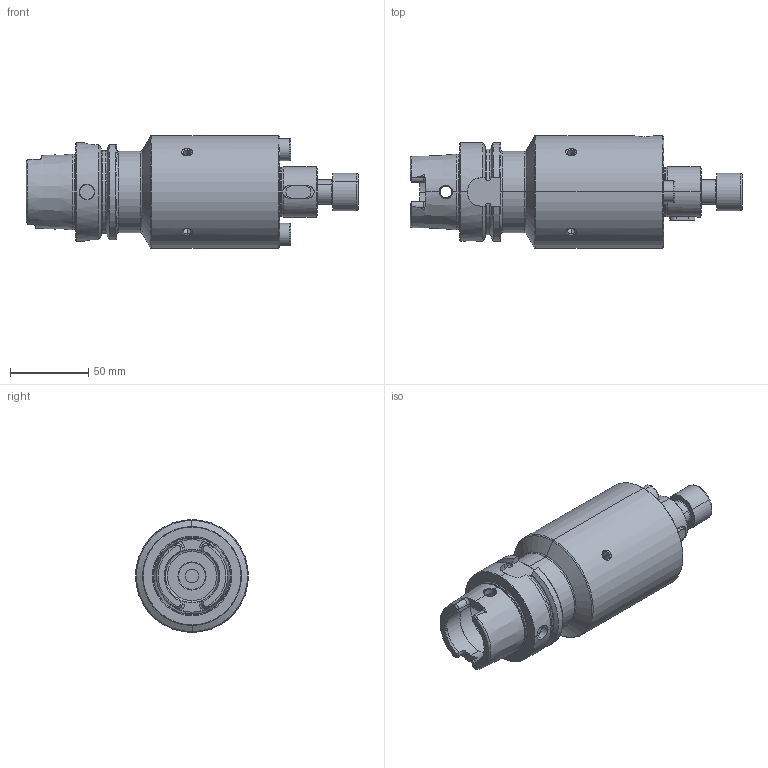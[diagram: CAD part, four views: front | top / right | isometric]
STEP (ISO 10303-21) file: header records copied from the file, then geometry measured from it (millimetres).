
FILE_DESCRIPTION (( 'STEP AP214' ), '1' );
FILE_NAME ('HA6.D32.K01.130.STEP', '2022-04-27T06:00:21', ( '' ), ( '' ), 'SwSTEP 2.0', 'SolidWorks 2017', '' );
FILE_SCHEMA (( 'AUTOMOTIVE_DESIGN' ));
Length unit declared in the file: millimetre
Products named in the file (5): D32-ER1.002.035_A; HA6-D32.K01.130_B_Fertigbearbeitung; D32-ER2.001.022_C; HA6.D32.K01.130; DIN 6885 - 8x7x16
Assembly tree (5 placements, depth 2):
  HA6.D32.K01.130
    HA6-D32.K01.130_B_Fertigbearbeitung
    D32-ER1.002.035_A
    D32-ER2.001.022_C  x2
    DIN 6885 - 8x7x16
Bounding box: 211.9 x 72 x 72 mm (x, y, z)
Volume: 484968.3 mm3; surface area: 65409.1 mm2
Topology: 5 solids, 5 shells, 393 faces, 957 edges, 572 vertices
Faces by surface type: cylinder 120, cone 96, plane 96, torus 67, bspline 12, sphere 2
Entity records: 14028 total; most frequent: CARTESIAN_POINT 4405, ORIENTED_EDGE 1698, DIRECTION 1677, EDGE_CURVE 849, AXIS2_PLACEMENT_3D 684, VERTEX_POINT 521, EDGE_LOOP 384, ADVANCED_FACE 353
